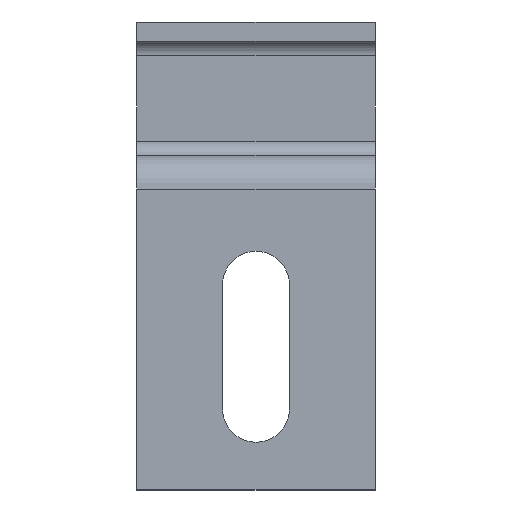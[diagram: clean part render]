
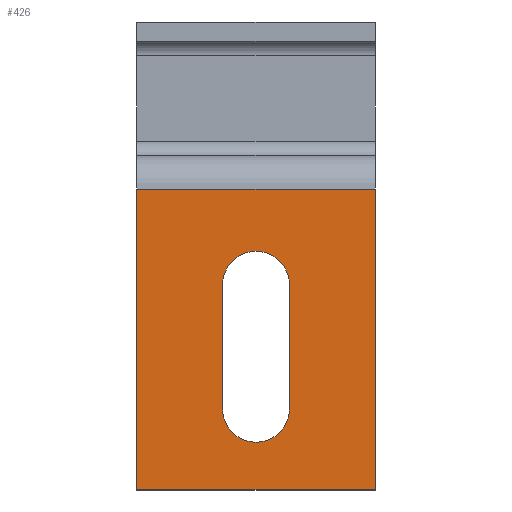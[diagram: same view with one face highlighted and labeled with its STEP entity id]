
A CAD part, front view. The second image highlights one B-rep face of the part: STEP entity #426.
In plain terms, the highlighted planar face has unit normal (0, -1, 0).
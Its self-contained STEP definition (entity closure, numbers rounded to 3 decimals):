
#9 = VECTOR ( 'NONE', #830, 1000. ) ;
#12 = VECTOR ( 'NONE', #901, 1000. ) ;
#22 = LINE ( 'NONE', #178, #466 ) ;
#51 = ORIENTED_EDGE ( 'NONE', *, *, #663, .T. ) ;
#59 = LINE ( 'NONE', #599, #12 ) ;
#60 = CARTESIAN_POINT ( 'NONE',  ( 0., -41.5, -13.5 ) ) ;
#66 = DIRECTION ( 'NONE',  ( 0., 0., 1. ) ) ;
#80 = DIRECTION ( 'NONE',  ( 0., 1., 0. ) ) ;
#82 = DIRECTION ( 'NONE',  ( 0., 0., 1. ) ) ;
#85 = DIRECTION ( 'NONE',  ( 0., 0., 1. ) ) ;
#90 = AXIS2_PLACEMENT_3D ( 'NONE', #711, #80, #66 ) ;
#135 = DIRECTION ( 'NONE',  ( 0., 0., 1. ) ) ;
#143 = CARTESIAN_POINT ( 'NONE',  ( 3.5, -41.5, -13.5 ) ) ;
#163 = VERTEX_POINT ( 'NONE', #978 ) ;
#166 = VERTEX_POINT ( 'NONE', #290 ) ;
#170 = VERTEX_POINT ( 'NONE', #223 ) ;
#178 = CARTESIAN_POINT ( 'NONE',  ( 0., -41.5, -35. ) ) ;
#185 = EDGE_CURVE ( 'NONE', #163, #882, #327, .T. ) ;
#193 = VECTOR ( 'NONE', #82, 1000. ) ;
#196 = ORIENTED_EDGE ( 'NONE', *, *, #597, .T. ) ;
#204 = EDGE_CURVE ( 'NONE', #279, #860, #817, .T. ) ;
#211 = DIRECTION ( 'NONE',  ( 0., 1., 0. ) ) ;
#223 = CARTESIAN_POINT ( 'NONE',  ( 12.5, -41.5, -3.5 ) ) ;
#226 = ORIENTED_EDGE ( 'NONE', *, *, #797, .T. ) ;
#243 = AXIS2_PLACEMENT_3D ( 'NONE', #782, #970, #135 ) ;
#279 = VERTEX_POINT ( 'NONE', #308 ) ;
#290 = CARTESIAN_POINT ( 'NONE',  ( -12.5, -41.5, -35. ) ) ;
#308 = CARTESIAN_POINT ( 'NONE',  ( -3.5, -41.5, -13.5 ) ) ;
#321 = FACE_BOUND ( 'NONE', #952, .T. ) ;
#327 = CIRCLE ( 'NONE', #243, 3.5 ) ;
#328 = CIRCLE ( 'NONE', #329, 3.5 ) ;
#329 = AXIS2_PLACEMENT_3D ( 'NONE', #414, #480, #85 ) ;
#392 = VERTEX_POINT ( 'NONE', #623 ) ;
#409 = AXIS2_PLACEMENT_3D ( 'NONE', #60, #211, #538 ) ;
#414 = CARTESIAN_POINT ( 'NONE',  ( 0., -41.5, -13.5 ) ) ;
#426 = ADVANCED_FACE ( 'NONE', ( #321, #788 ), #715, .F. ) ;
#451 = VECTOR ( 'NONE', #743, 1000. ) ;
#466 = VECTOR ( 'NONE', #729, 1000. ) ;
#480 = DIRECTION ( 'NONE',  ( 0., 1., 0. ) ) ;
#501 = LINE ( 'NONE', #589, #536 ) ;
#505 = EDGE_CURVE ( 'NONE', #819, #170, #59, .T. ) ;
#530 = EDGE_CURVE ( 'NONE', #860, #753, #328, .T. ) ;
#536 = VECTOR ( 'NONE', #816, 1000. ) ;
#538 = DIRECTION ( 'NONE',  ( 0., 0., 1. ) ) ;
#540 = CARTESIAN_POINT ( 'NONE',  ( 0., -41.5, -10. ) ) ;
#589 = CARTESIAN_POINT ( 'NONE',  ( 3.5, -41.5, 0. ) ) ;
#592 = CARTESIAN_POINT ( 'NONE',  ( 12.5, -41.5, 0. ) ) ;
#597 = EDGE_CURVE ( 'NONE', #166, #392, #22, .T. ) ;
#599 = CARTESIAN_POINT ( 'NONE',  ( 12.5, -41.5, -3.5 ) ) ;
#623 = CARTESIAN_POINT ( 'NONE',  ( 12.5, -41.5, -35. ) ) ;
#631 = LINE ( 'NONE', #778, #193 ) ;
#663 = EDGE_CURVE ( 'NONE', #819, #166, #810, .T. ) ;
#687 = EDGE_CURVE ( 'NONE', #753, #163, #501, .T. ) ;
#711 = CARTESIAN_POINT ( 'NONE',  ( 0., -41.5, 0. ) ) ;
#715 = PLANE ( 'NONE',  #90 ) ;
#718 = ORIENTED_EDGE ( 'NONE', *, *, #721, .T. ) ;
#721 = EDGE_CURVE ( 'NONE', #392, #170, #762, .T. ) ;
#729 = DIRECTION ( 'NONE',  ( 1., 0., 0. ) ) ;
#735 = CARTESIAN_POINT ( 'NONE',  ( -12.5, -41.5, 0. ) ) ;
#743 = DIRECTION ( 'NONE',  ( 0., 0., -1. ) ) ;
#753 = VERTEX_POINT ( 'NONE', #143 ) ;
#762 = LINE ( 'NONE', #592, #9 ) ;
#778 = CARTESIAN_POINT ( 'NONE',  ( -3.5, -41.5, 0. ) ) ;
#782 = CARTESIAN_POINT ( 'NONE',  ( 0., -41.5, -26.5 ) ) ;
#788 = FACE_OUTER_BOUND ( 'NONE', #916, .T. ) ;
#797 = EDGE_CURVE ( 'NONE', #882, #279, #631, .T. ) ;
#810 = LINE ( 'NONE', #735, #451 ) ;
#816 = DIRECTION ( 'NONE',  ( 0., 0., -1. ) ) ;
#817 = CIRCLE ( 'NONE', #409, 3.5 ) ;
#819 = VERTEX_POINT ( 'NONE', #985 ) ;
#830 = DIRECTION ( 'NONE',  ( 0., 0., 1. ) ) ;
#850 = ORIENTED_EDGE ( 'NONE', *, *, #185, .T. ) ;
#857 = ORIENTED_EDGE ( 'NONE', *, *, #530, .T. ) ;
#860 = VERTEX_POINT ( 'NONE', #540 ) ;
#882 = VERTEX_POINT ( 'NONE', #996 ) ;
#888 = ORIENTED_EDGE ( 'NONE', *, *, #687, .T. ) ;
#901 = DIRECTION ( 'NONE',  ( 1., 0., 0. ) ) ;
#916 = EDGE_LOOP ( 'NONE', ( #949, #51, #196, #718 ) ) ;
#925 = ORIENTED_EDGE ( 'NONE', *, *, #204, .T. ) ;
#949 = ORIENTED_EDGE ( 'NONE', *, *, #505, .F. ) ;
#952 = EDGE_LOOP ( 'NONE', ( #888, #850, #226, #925, #857 ) ) ;
#970 = DIRECTION ( 'NONE',  ( 0., 1., 0. ) ) ;
#978 = CARTESIAN_POINT ( 'NONE',  ( 3.5, -41.5, -26.5 ) ) ;
#985 = CARTESIAN_POINT ( 'NONE',  ( -12.5, -41.5, -3.5 ) ) ;
#996 = CARTESIAN_POINT ( 'NONE',  ( -3.5, -41.5, -26.5 ) ) ;
